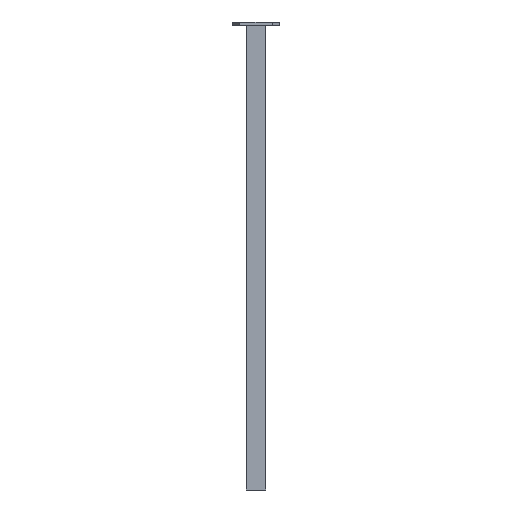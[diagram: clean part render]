
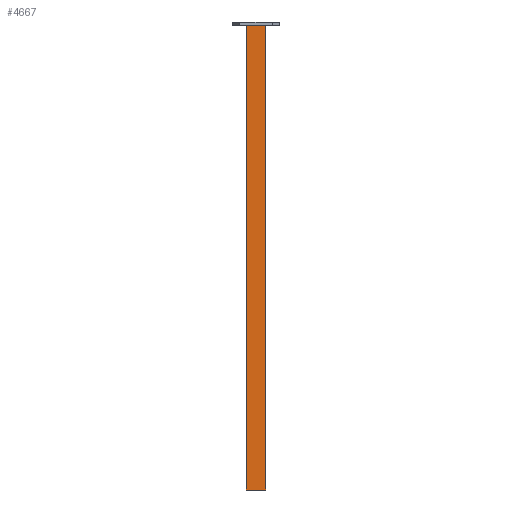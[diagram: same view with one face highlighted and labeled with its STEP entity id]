
A CAD part, front view. The second image highlights one B-rep face of the part: STEP entity #4667.
In plain terms, the highlighted planar face has unit normal (0, -1, 0).
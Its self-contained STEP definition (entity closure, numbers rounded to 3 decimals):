
#113 = ORIENTED_EDGE ( 'NONE', *, *, #721, .T. ) ;
#114 = ORIENTED_EDGE ( 'NONE', *, *, #2575, .F. ) ;
#115 = ORIENTED_EDGE ( 'NONE', *, *, #506, .F. ) ;
#116 = ORIENTED_EDGE ( 'NONE', *, *, #2576, .T. ) ;
#301 = VERTEX_POINT ( 'NONE', #808 ) ;
#304 = VERTEX_POINT ( 'NONE', #805 ) ;
#506 = EDGE_CURVE ( 'NONE', #3412, #3404, #3704, .T. ) ;
#721 = EDGE_CURVE ( 'NONE', #301, #304, #4049, .T. ) ;
#805 = CARTESIAN_POINT ( 'NONE',  ( -21., -40., 0. ) ) ;
#808 = CARTESIAN_POINT ( 'NONE',  ( -21., -40., 996. ) ) ;
#921 = CARTESIAN_POINT ( 'NONE',  ( 21., -40., 996. ) ) ;
#929 = DIRECTION ( 'NONE',  ( 0., 0., -1. ) ) ;
#1448 = CARTESIAN_POINT ( 'NONE',  ( -21., -40., 996. ) ) ;
#1450 = DIRECTION ( 'NONE',  ( 0., 0., -1. ) ) ;
#1625 = CARTESIAN_POINT ( 'NONE',  ( 21., -40., 996. ) ) ;
#1626 = DIRECTION ( 'NONE',  ( 1., 0., 0. ) ) ;
#1627 = CARTESIAN_POINT ( 'NONE',  ( 21., -40., 0. ) ) ;
#1628 = DIRECTION ( 'NONE',  ( 1., 0., 0. ) ) ;
#1795 = CARTESIAN_POINT ( 'NONE',  ( 21., -40., 0. ) ) ;
#1803 = CARTESIAN_POINT ( 'NONE',  ( 21., -40., 996. ) ) ;
#2076 = CARTESIAN_POINT ( 'NONE',  ( 21., -40., 996. ) ) ;
#2080 = PLANE ( 'NONE',  #2797 ) ;
#2082 = DIRECTION ( 'NONE',  ( 0., 1., 0. ) ) ;
#2083 = DIRECTION ( 'NONE',  ( -1., 0., 0. ) ) ;
#2575 = EDGE_CURVE ( 'NONE', #301, #3412, #4218, .T. ) ;
#2576 = EDGE_CURVE ( 'NONE', #304, #3404, #4220, .T. ) ;
#2797 = AXIS2_PLACEMENT_3D ( 'NONE', #2076, #2082, #2083 ) ;
#3332 = EDGE_LOOP ( 'NONE', ( #116, #115, #114, #113 ) ) ;
#3404 = VERTEX_POINT ( 'NONE', #1795 ) ;
#3412 = VERTEX_POINT ( 'NONE', #1803 ) ;
#3704 = LINE ( 'NONE', #921, #3705 ) ;
#3705 = VECTOR ( 'NONE', #929, 1000. ) ;
#4049 = LINE ( 'NONE', #1448, #4052 ) ;
#4052 = VECTOR ( 'NONE', #1450, 1000. ) ;
#4218 = LINE ( 'NONE', #1625, #4221 ) ;
#4220 = LINE ( 'NONE', #1627, #4223 ) ;
#4221 = VECTOR ( 'NONE', #1626, 1000. ) ;
#4223 = VECTOR ( 'NONE', #1628, 1000. ) ;
#4452 = FACE_OUTER_BOUND ( 'NONE', #3332, .T. ) ;
#4667 = ADVANCED_FACE ( 'NONE', ( #4452 ), #2080, .F. ) ;
